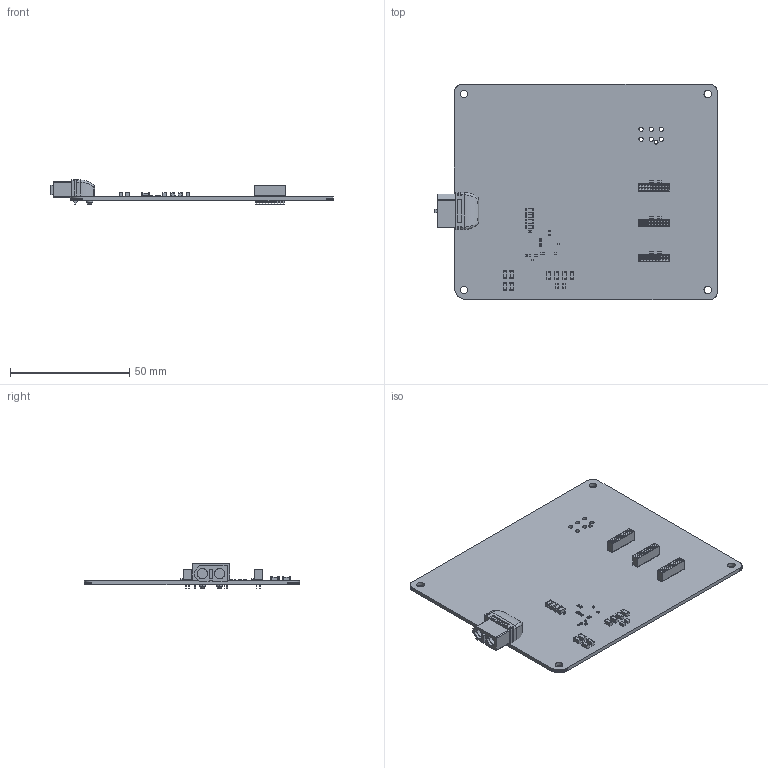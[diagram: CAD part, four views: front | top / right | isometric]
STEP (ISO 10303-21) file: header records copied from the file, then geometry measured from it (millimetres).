
FILE_DESCRIPTION(('KiCad electronic assembly'),'2;1');
FILE_NAME('backplane.step','2024-02-26T01:36:01',('Pcbnew'),('Kicad'), 'Open CASCADE STEP processor 7.7','KiCad to STEP converter','Unknown' );
FILE_SCHEMA(('AUTOMOTIVE_DESIGN { 1 0 10303 214 1 1 1 1 }'));
Length unit declared in the file: millimetre
Products named in the file (16): backplane 1; C_1206_3216Metric; SOLID; C_0402_1005Metric; XT60PW FEMALE; SFMC-110-01-L-D; COMPOUND; R_0402_1005Metric; C_0603_1608Metric; C_0805_2012Metric; _autosave-backplane PCB
Assembly tree (51 placements, depth 3):
  backplane 1
    C_1206_3216Metric  x16
      SOLID
    C_0402_1005Metric  x4
      SOLID
    XT60PW FEMALE
      SOLID
    SFMC-110-01-L-D  x3
      COMPOUND
    R_0402_1005Metric  x11
      SOLID
    C_0603_1608Metric  x6
      SOLID
    C_0805_2012Metric  x2
      SOLID
    _autosave-backplane PCB
Bounding box: 118.3 x 90 x 10.1 mm (x, y, z)
Volume: 17490.6 mm3; surface area: 24162.8 mm2
Topology: 47 solids, 47 shells, 2406 faces, 6025 edges, 3914 vertices
Faces by surface type: plane 1863, cylinder 531, torus 4, cone 4, bspline 2, sphere 2
Full cylindrical faces by diameter (mm): 0.71 x60, 1.54 x1, 1.8 x6, 2.7 x2, 3.2 x4
Entity records: 53769 total; most frequent: CARTESIAN_POINT 10141, DIRECTION 7760, LINE 5321, VECTOR 5321, ORIENTED_EDGE 4050, PCURVE 4050, DEFINITIONAL_REPRESENTATION 4050, EDGE_CURVE 2025
